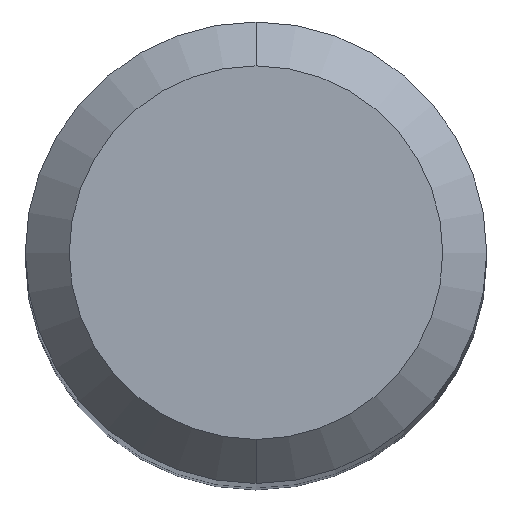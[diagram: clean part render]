
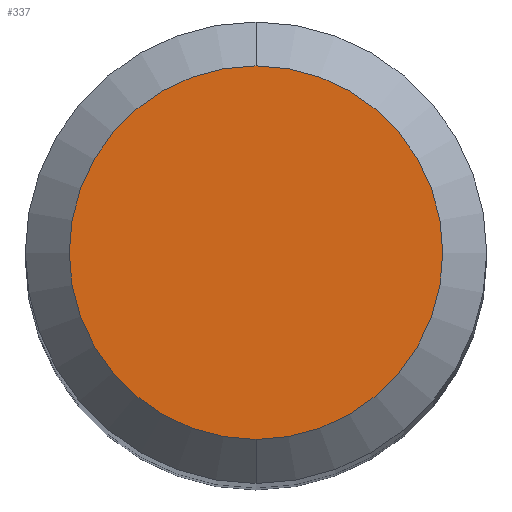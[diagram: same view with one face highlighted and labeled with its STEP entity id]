
A CAD part, top view. The second image highlights one B-rep face of the part: STEP entity #337.
In plain terms, the highlighted planar face has unit normal (0, 0, 1).
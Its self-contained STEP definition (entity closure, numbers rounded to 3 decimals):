
#3 = FACE_OUTER_BOUND ( 'NONE', #112, .T. ) ;
#7 = CARTESIAN_POINT ( 'NONE',  ( 0., 0., 89. ) ) ;
#11 = ORIENTED_EDGE ( 'NONE', *, *, #97, .F. ) ;
#52 = CARTESIAN_POINT ( 'NONE',  ( 0., 4.25, 89. ) ) ;
#59 = DIRECTION ( 'NONE',  ( 0., 0., -1. ) ) ;
#67 = DIRECTION ( 'NONE',  ( 0., 1., 0. ) ) ;
#97 = EDGE_CURVE ( 'NONE', #238, #149, #234, .T. ) ;
#112 = EDGE_LOOP ( 'NONE', ( #295, #11 ) ) ;
#132 = AXIS2_PLACEMENT_3D ( 'NONE', #223, #273, #67 ) ;
#149 = VERTEX_POINT ( 'NONE', #52 ) ;
#151 = AXIS2_PLACEMENT_3D ( 'NONE', #332, #182, #181 ) ;
#181 = DIRECTION ( 'NONE',  ( 0., 1., 0. ) ) ;
#182 = DIRECTION ( 'NONE',  ( 0., 0., -1. ) ) ;
#208 = AXIS2_PLACEMENT_3D ( 'NONE', #7, #59, #235 ) ;
#223 = CARTESIAN_POINT ( 'NONE',  ( 0., 0., 89. ) ) ;
#234 = CIRCLE ( 'NONE', #132, 4.25 ) ;
#235 = DIRECTION ( 'NONE',  ( 0., 1., 0. ) ) ;
#238 = VERTEX_POINT ( 'NONE', #333 ) ;
#260 = EDGE_CURVE ( 'NONE', #149, #238, #286, .T. ) ;
#273 = DIRECTION ( 'NONE',  ( 0., 0., -1. ) ) ;
#286 = CIRCLE ( 'NONE', #151, 4.25 ) ;
#295 = ORIENTED_EDGE ( 'NONE', *, *, #260, .F. ) ;
#316 = PLANE ( 'NONE',  #208 ) ;
#332 = CARTESIAN_POINT ( 'NONE',  ( 0., 0., 89. ) ) ;
#333 = CARTESIAN_POINT ( 'NONE',  ( 0., -4.25, 89. ) ) ;
#337 = ADVANCED_FACE ( 'NONE', ( #3 ), #316, .F. ) ;
